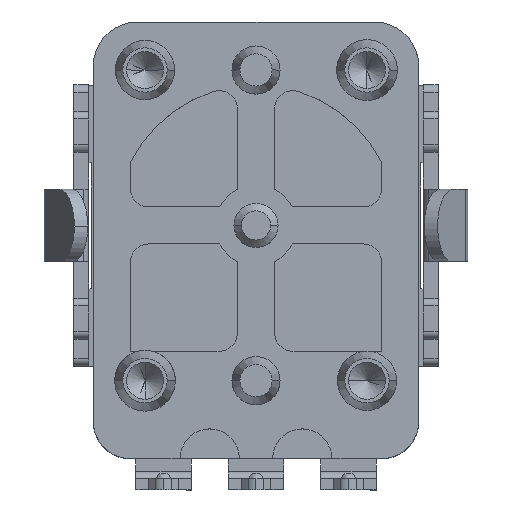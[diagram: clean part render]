
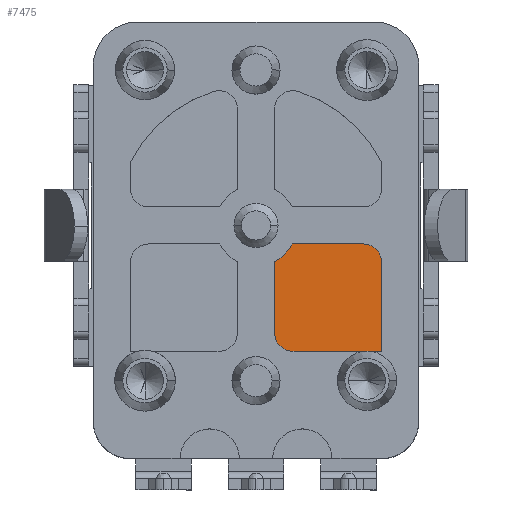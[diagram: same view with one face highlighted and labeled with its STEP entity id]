
A CAD part, top view. The second image highlights one B-rep face of the part: STEP entity #7475.
In plain terms, the highlighted planar face has unit normal (0, 0, 1).
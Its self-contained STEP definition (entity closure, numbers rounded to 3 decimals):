
#15 = EDGE_CURVE ( 'NONE', #11740, #7720, #5721, .T. ) ;
#60 = CARTESIAN_POINT ( 'NONE',  ( -2.751, 2.951, 4.05 ) ) ;
#772 = DIRECTION ( 'NONE',  ( 1., 0., 0. ) ) ;
#1856 = LINE ( 'NONE', #5942, #3160 ) ;
#1943 = EDGE_CURVE ( 'NONE', #6509, #9229, #8478, .T. ) ;
#2197 = CARTESIAN_POINT ( 'NONE',  ( 1., -2.9, 4.05 ) ) ;
#3094 = EDGE_CURVE ( 'NONE', #5694, #6509, #9931, .T. ) ;
#3141 = DIRECTION ( 'NONE',  ( 1., 0., 0. ) ) ;
#3160 = VECTOR ( 'NONE', #10052, 1000. ) ;
#3234 = VERTEX_POINT ( 'NONE', #8864 ) ;
#3424 = EDGE_CURVE ( 'NONE', #3234, #5694, #6815, .T. ) ;
#3544 = AXIS2_PLACEMENT_3D ( 'NONE', #60, #7382, #4165 ) ;
#4165 = DIRECTION ( 'NONE',  ( 1., 0., 0. ) ) ;
#4204 = CIRCLE ( 'NONE', #6352, 0.5 ) ;
#4225 = VECTOR ( 'NONE', #5209, 1000. ) ;
#4950 = CARTESIAN_POINT ( 'NONE',  ( 2.9, -1., 4.05 ) ) ;
#5038 = ORIENTED_EDGE ( 'NONE', *, *, #15, .F. ) ;
#5209 = DIRECTION ( 'NONE',  ( 0., -1., 0. ) ) ;
#5277 = ORIENTED_EDGE ( 'NONE', *, *, #8003, .T. ) ;
#5694 = VERTEX_POINT ( 'NONE', #6458 ) ;
#5721 = CIRCLE ( 'NONE', #9578, 1.1 ) ;
#5942 = CARTESIAN_POINT ( 'NONE',  ( 0.98, -0.5, 4.05 ) ) ;
#6171 = CARTESIAN_POINT ( 'NONE',  ( 0.98, -0.5, 4.05 ) ) ;
#6352 = AXIS2_PLACEMENT_3D ( 'NONE', #2197, #7102, #3141 ) ;
#6458 = CARTESIAN_POINT ( 'NONE',  ( 3.4, -3.4, 4.05 ) ) ;
#6509 = VERTEX_POINT ( 'NONE', #13318 ) ;
#6531 = CARTESIAN_POINT ( 'NONE',  ( 0.5, -2.9, 4.05 ) ) ;
#6815 = LINE ( 'NONE', #9635, #11307 ) ;
#6884 = CARTESIAN_POINT ( 'NONE',  ( 0., 0., 4.05 ) ) ;
#7031 = DIRECTION ( 'NONE',  ( 0., 0., 1. ) ) ;
#7102 = DIRECTION ( 'NONE',  ( 0., 0., 1. ) ) ;
#7154 = EDGE_LOOP ( 'NONE', ( #5038, #8474, #5277, #9458, #8616, #10657, #12732 ) ) ;
#7223 = CARTESIAN_POINT ( 'NONE',  ( 0.5, -0.98, 4.05 ) ) ;
#7382 = DIRECTION ( 'NONE',  ( 0., 0., 1. ) ) ;
#7451 = PLANE ( 'NONE',  #3544 ) ;
#7475 = ADVANCED_FACE ( 'NONE', ( #11391 ), #7451, .T. ) ;
#7720 = VERTEX_POINT ( 'NONE', #6171 ) ;
#8003 = EDGE_CURVE ( 'NONE', #9498, #3234, #4204, .T. ) ;
#8242 = EDGE_CURVE ( 'NONE', #9229, #7720, #1856, .T. ) ;
#8360 = LINE ( 'NONE', #12529, #4225 ) ;
#8474 = ORIENTED_EDGE ( 'NONE', *, *, #11792, .T. ) ;
#8478 = CIRCLE ( 'NONE', #12391, 0.5 ) ;
#8616 = ORIENTED_EDGE ( 'NONE', *, *, #3094, .T. ) ;
#8864 = CARTESIAN_POINT ( 'NONE',  ( 1., -3.4, 4.05 ) ) ;
#9060 = DIRECTION ( 'NONE',  ( 0., 1., 0. ) ) ;
#9229 = VERTEX_POINT ( 'NONE', #9630 ) ;
#9458 = ORIENTED_EDGE ( 'NONE', *, *, #3424, .T. ) ;
#9498 = VERTEX_POINT ( 'NONE', #6531 ) ;
#9578 = AXIS2_PLACEMENT_3D ( 'NONE', #6884, #9900, #13053 ) ;
#9630 = CARTESIAN_POINT ( 'NONE',  ( 2.9, -0.5, 4.05 ) ) ;
#9635 = CARTESIAN_POINT ( 'NONE',  ( 1., -3.4, 4.05 ) ) ;
#9900 = DIRECTION ( 'NONE',  ( 0., 0., 1. ) ) ;
#9931 = LINE ( 'NONE', #10890, #10366 ) ;
#10052 = DIRECTION ( 'NONE',  ( -1., 0., 0. ) ) ;
#10366 = VECTOR ( 'NONE', #9060, 1000. ) ;
#10657 = ORIENTED_EDGE ( 'NONE', *, *, #1943, .T. ) ;
#10890 = CARTESIAN_POINT ( 'NONE',  ( 3.4, -3.4, 4.05 ) ) ;
#11307 = VECTOR ( 'NONE', #11735, 1000. ) ;
#11391 = FACE_OUTER_BOUND ( 'NONE', #7154, .T. ) ;
#11735 = DIRECTION ( 'NONE',  ( 1., 0., 0. ) ) ;
#11740 = VERTEX_POINT ( 'NONE', #7223 ) ;
#11792 = EDGE_CURVE ( 'NONE', #11740, #9498, #8360, .T. ) ;
#12391 = AXIS2_PLACEMENT_3D ( 'NONE', #4950, #7031, #772 ) ;
#12529 = CARTESIAN_POINT ( 'NONE',  ( 0.5, -0.98, 4.05 ) ) ;
#12732 = ORIENTED_EDGE ( 'NONE', *, *, #8242, .T. ) ;
#13053 = DIRECTION ( 'NONE',  ( 1., 0., 0. ) ) ;
#13318 = CARTESIAN_POINT ( 'NONE',  ( 3.4, -1., 4.05 ) ) ;
